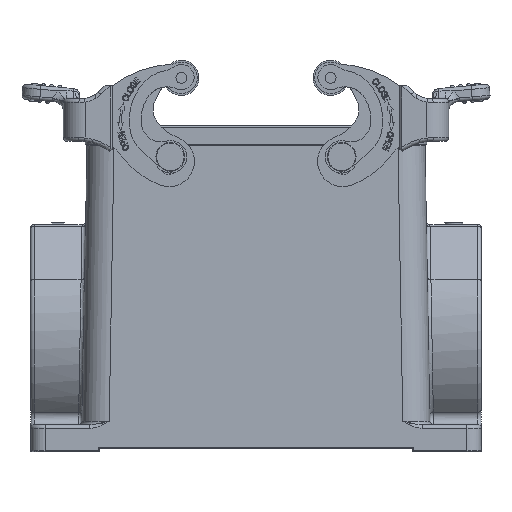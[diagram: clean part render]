
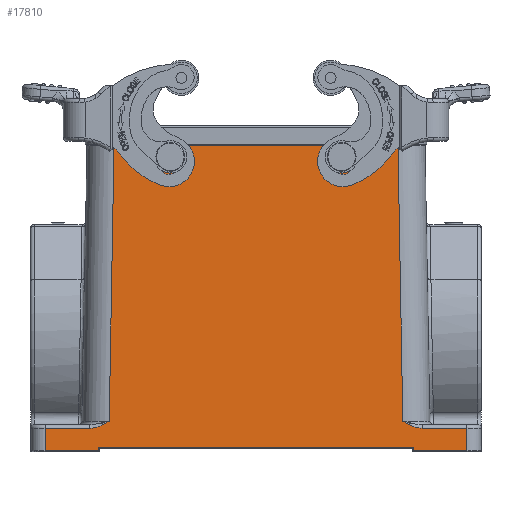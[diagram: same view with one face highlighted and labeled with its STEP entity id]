
A CAD part, front view. The second image highlights one B-rep face of the part: STEP entity #17810.
In plain terms, the highlighted planar face has unit normal (0, -1, 0.018).
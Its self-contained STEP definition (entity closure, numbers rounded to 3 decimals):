
#9313=B_SPLINE_CURVE_WITH_KNOTS('',3,(#69213,#69214,#69215,#69216),
 .UNSPECIFIED.,.F.,.F.,(4,4),(0.,1.),.UNSPECIFIED.);
#9314=B_SPLINE_CURVE_WITH_KNOTS('',3,(#69237,#69238,#69239,#69240),
 .UNSPECIFIED.,.F.,.F.,(4,4),(0.,1.),.UNSPECIFIED.);
#9385=ELLIPSE('',#38589,2.45,2.45);
#9407=ELLIPSE('',#39673,2.45,2.45);
#9431=ELLIPSE('',#40776,0.6,0.6);
#9432=ELLIPSE('',#40777,0.6,0.6);
#11336=LINE('',#69204,#13641);
#11337=LINE('',#69206,#13642);
#11338=LINE('',#69209,#13643);
#11339=LINE('',#69217,#13644);
#11340=LINE('',#69219,#13645);
#11341=LINE('',#69221,#13646);
#11342=LINE('',#69225,#13647);
#11343=LINE('',#69229,#13648);
#11344=LINE('',#69231,#13649);
#11345=LINE('',#69233,#13650);
#11346=LINE('',#69235,#13651);
#11347=LINE('',#69244,#13652);
#13641=VECTOR('',#48017,1.);
#13642=VECTOR('',#48020,1.);
#13643=VECTOR('',#48021,1.);
#13644=VECTOR('',#48024,1.);
#13645=VECTOR('',#48025,1.);
#13646=VECTOR('',#48026,1.);
#13647=VECTOR('',#48029,1.);
#13648=VECTOR('',#48032,1.);
#13649=VECTOR('',#48033,1.);
#13650=VECTOR('',#48034,1.);
#13651=VECTOR('',#48035,1.);
#13652=VECTOR('',#48038,1.);
#14762=PLANE('',#40779);
#17810=ADVANCED_FACE('',(#19206,#19207,#19208),#14762,.T.);
#19206=FACE_BOUND('',#20870,.T.);
#19207=FACE_BOUND('',#20871,.T.);
#19208=FACE_BOUND('',#20872,.T.);
#20870=EDGE_LOOP('',(#27974,#27975,#27976,#27977,#27978,#27979,#27980,#27981,
#27982,#27983,#27984,#27985,#27986,#27987,#27988,#27989,#27990,#27991));
#20871=EDGE_LOOP('',(#27992));
#20872=EDGE_LOOP('',(#27993));
#27974=ORIENTED_EDGE('',*,*,#36114,.T.);
#27975=ORIENTED_EDGE('',*,*,#36115,.F.);
#27976=ORIENTED_EDGE('',*,*,#36116,.F.);
#27977=ORIENTED_EDGE('',*,*,#36117,.F.);
#27978=ORIENTED_EDGE('',*,*,#36113,.T.);
#27979=ORIENTED_EDGE('',*,*,#36118,.T.);
#27980=ORIENTED_EDGE('',*,*,#36119,.T.);
#27981=ORIENTED_EDGE('',*,*,#36120,.F.);
#27982=ORIENTED_EDGE('',*,*,#36121,.F.);
#27983=ORIENTED_EDGE('',*,*,#36122,.T.);
#27984=ORIENTED_EDGE('',*,*,#36123,.F.);
#27985=ORIENTED_EDGE('',*,*,#36124,.F.);
#27986=ORIENTED_EDGE('',*,*,#36125,.T.);
#27987=ORIENTED_EDGE('',*,*,#36126,.T.);
#27988=ORIENTED_EDGE('',*,*,#36127,.T.);
#27989=ORIENTED_EDGE('',*,*,#36128,.F.);
#27990=ORIENTED_EDGE('',*,*,#36129,.F.);
#27991=ORIENTED_EDGE('',*,*,#36130,.F.);
#27992=ORIENTED_EDGE('',*,*,#34486,.F.);
#27993=ORIENTED_EDGE('',*,*,#32906,.F.);
#30095=VERTEX_POINT('',#50339);
#31132=VERTEX_POINT('',#59685);
#32193=VERTEX_POINT('',#69201);
#32194=VERTEX_POINT('',#69203);
#32195=VERTEX_POINT('',#69207);
#32196=VERTEX_POINT('',#69208);
#32197=VERTEX_POINT('',#69210);
#32198=VERTEX_POINT('',#69212);
#32199=VERTEX_POINT('',#69218);
#32200=VERTEX_POINT('',#69220);
#32201=VERTEX_POINT('',#69222);
#32202=VERTEX_POINT('',#69224);
#32203=VERTEX_POINT('',#69226);
#32204=VERTEX_POINT('',#69228);
#32205=VERTEX_POINT('',#69230);
#32206=VERTEX_POINT('',#69232);
#32207=VERTEX_POINT('',#69234);
#32208=VERTEX_POINT('',#69236);
#32209=VERTEX_POINT('',#69241);
#32210=VERTEX_POINT('',#69243);
#32906=EDGE_CURVE('',#30095,#30095,#9385,.T.);
#34486=EDGE_CURVE('',#31132,#31132,#9407,.T.);
#36113=EDGE_CURVE('',#32193,#32194,#11336,.T.);
#36114=EDGE_CURVE('',#32195,#32196,#11337,.T.);
#36115=EDGE_CURVE('',#32197,#32196,#11338,.T.);
#36116=EDGE_CURVE('',#32198,#32197,#38177,.T.);
#36117=EDGE_CURVE('',#32193,#32198,#9313,.T.);
#36118=EDGE_CURVE('',#32194,#32199,#11339,.T.);
#36119=EDGE_CURVE('',#32199,#32200,#11340,.T.);
#36120=EDGE_CURVE('',#32201,#32200,#11341,.T.);
#36121=EDGE_CURVE('',#32202,#32201,#9431,.T.);
#36122=EDGE_CURVE('',#32202,#32203,#11342,.T.);
#36123=EDGE_CURVE('',#32204,#32203,#9432,.T.);
#36124=EDGE_CURVE('',#32205,#32204,#11343,.T.);
#36125=EDGE_CURVE('',#32205,#32206,#11344,.T.);
#36126=EDGE_CURVE('',#32206,#32207,#11345,.T.);
#36127=EDGE_CURVE('',#32207,#32208,#11346,.T.);
#36128=EDGE_CURVE('',#32209,#32208,#9314,.T.);
#36129=EDGE_CURVE('',#32210,#32209,#38178,.T.);
#36130=EDGE_CURVE('',#32195,#32210,#11347,.T.);
#38177=CIRCLE('',#40775,35.099);
#38178=CIRCLE('',#40778,35.043);
#38589=AXIS2_PLACEMENT_3D('',#50338,#41844,#41845);
#39673=AXIS2_PLACEMENT_3D('',#59684,#44890,#44891);
#40775=AXIS2_PLACEMENT_3D('',#69211,#48022,#48023);
#40776=AXIS2_PLACEMENT_3D('',#69223,#48027,#48028);
#40777=AXIS2_PLACEMENT_3D('',#69227,#48030,#48031);
#40778=AXIS2_PLACEMENT_3D('',#69242,#48036,#48037);
#40779=AXIS2_PLACEMENT_3D('',#69245,#48039,#48040);
#41844=DIRECTION('',(0.,-1.,0.017));
#41845=DIRECTION('',(0.,-0.017,-1.));
#44890=DIRECTION('',(0.,-1.,0.017));
#44891=DIRECTION('',(0.,0.017,1.));
#48017=DIRECTION('',(-1.,0.,0.));
#48020=DIRECTION('',(-1.,0.,0.));
#48021=DIRECTION('',(0.017,0.017,1.));
#48022=DIRECTION('',(0.,-1.,0.017));
#48023=DIRECTION('',(0.,0.017,1.));
#48024=DIRECTION('',(0.,-0.017,-1.));
#48025=DIRECTION('',(1.,0.,0.));
#48026=DIRECTION('',(0.,-0.017,-1.));
#48027=DIRECTION('',(0.,-1.,0.017));
#48028=DIRECTION('',(0.,-0.017,-1.));
#48029=DIRECTION('',(1.,0.,0.));
#48030=DIRECTION('',(0.,-1.,0.017));
#48031=DIRECTION('',(0.,0.017,1.));
#48032=DIRECTION('',(0.,0.017,1.));
#48033=DIRECTION('',(1.,0.,0.));
#48034=DIRECTION('',(0.,0.017,1.));
#48035=DIRECTION('',(-1.,0.,0.));
#48036=DIRECTION('',(0.,-1.,0.017));
#48037=DIRECTION('',(0.,0.017,1.));
#48038=DIRECTION('',(0.017,-0.017,-1.));
#48039=DIRECTION('',(0.,-1.,0.017));
#48040=DIRECTION('',(0.,-0.017,-1.));
#50338=CARTESIAN_POINT('',(-23.75,-41.822,38.25));
#50339=CARTESIAN_POINT('',(-23.75,-41.865,35.8));
#59684=CARTESIAN_POINT('',(23.75,-41.822,38.25));
#59685=CARTESIAN_POINT('',(23.75,-41.779,40.7));
#69201=CARTESIAN_POINT('',(-46.144,-43.136,-37.033));
#69203=CARTESIAN_POINT('',(-58.5,-43.136,-37.033));
#69204=CARTESIAN_POINT('',(-65.59,-43.136,-37.033));
#69206=CARTESIAN_POINT('',(-65.59,-41.768,41.352));
#69207=CARTESIAN_POINT('',(39.374,-41.768,41.352));
#69208=CARTESIAN_POINT('',(-39.374,-41.768,41.352));
#69209=CARTESIAN_POINT('',(-40.863,-43.258,-43.981));
#69210=CARTESIAN_POINT('',(-40.709,-43.102,-35.067));
#69211=CARTESIAN_POINT('',(-58.043,-42.569,-4.551));
#69212=CARTESIAN_POINT('',(-42.569,-43.119,-36.05));
#69213=CARTESIAN_POINT('',(-46.144,-43.136,-37.033));
#69214=CARTESIAN_POINT('',(-44.888,-43.136,-37.033));
#69215=CARTESIAN_POINT('',(-43.696,-43.128,-36.589));
#69216=CARTESIAN_POINT('',(-42.569,-43.119,-36.05));
#69217=CARTESIAN_POINT('',(-58.5,-43.25,-43.55));
#69218=CARTESIAN_POINT('',(-58.5,-43.245,-43.245));
#69219=CARTESIAN_POINT('',(-65.59,-43.245,-43.245));
#69220=CARTESIAN_POINT('',(-43.8,-43.245,-43.245));
#69221=CARTESIAN_POINT('',(-43.8,-43.25,-43.55));
#69222=CARTESIAN_POINT('',(-43.8,-43.238,-42.845));
#69223=CARTESIAN_POINT('',(-43.2,-43.238,-42.845));
#69224=CARTESIAN_POINT('',(-43.2,-43.227,-42.245));
#69225=CARTESIAN_POINT('',(-65.59,-43.227,-42.245));
#69226=CARTESIAN_POINT('',(43.2,-43.227,-42.245));
#69227=CARTESIAN_POINT('',(43.2,-43.238,-42.845));
#69228=CARTESIAN_POINT('',(43.8,-43.238,-42.845));
#69229=CARTESIAN_POINT('',(43.8,-43.25,-43.55));
#69230=CARTESIAN_POINT('',(43.8,-43.245,-43.245));
#69231=CARTESIAN_POINT('',(-65.59,-43.245,-43.245));
#69232=CARTESIAN_POINT('',(58.5,-43.245,-43.245));
#69233=CARTESIAN_POINT('',(58.5,-43.25,-43.55));
#69234=CARTESIAN_POINT('',(58.5,-43.136,-37.033));
#69235=CARTESIAN_POINT('',(-65.59,-43.136,-37.033));
#69236=CARTESIAN_POINT('',(46.144,-43.136,-37.033));
#69237=CARTESIAN_POINT('',(42.57,-43.119,-36.05));
#69238=CARTESIAN_POINT('',(43.696,-43.128,-36.589));
#69239=CARTESIAN_POINT('',(44.888,-43.136,-37.033));
#69240=CARTESIAN_POINT('',(46.144,-43.136,-37.033));
#69241=CARTESIAN_POINT('',(42.569,-43.119,-36.05));
#69242=CARTESIAN_POINT('',(58.016,-42.57,-4.601));
#69243=CARTESIAN_POINT('',(40.709,-43.102,-35.067));
#69244=CARTESIAN_POINT('',(40.754,-43.149,-37.737));
#69245=CARTESIAN_POINT('',(-65.59,-43.25,-43.55));
